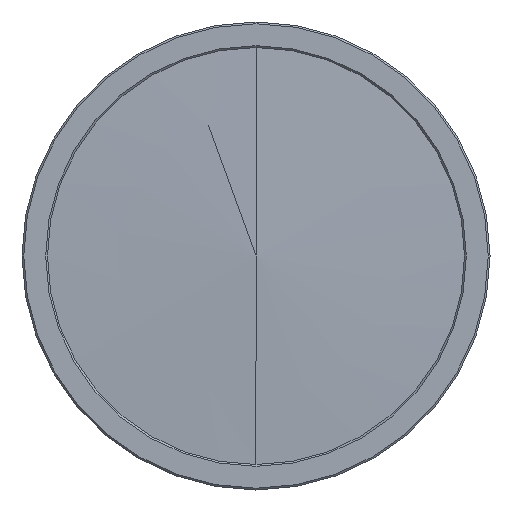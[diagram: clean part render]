
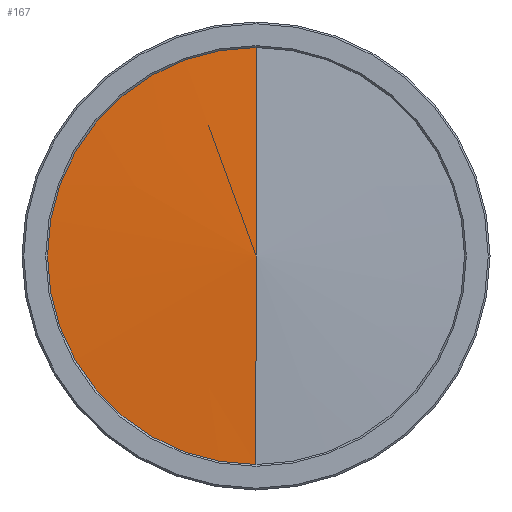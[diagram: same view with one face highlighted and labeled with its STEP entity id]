
A CAD part, left-side view. The second image highlights one B-rep face of the part: STEP entity #167.
In plain terms, the highlighted conical face has half-angle 87.766 degrees and reference radius 25631.4 mm.
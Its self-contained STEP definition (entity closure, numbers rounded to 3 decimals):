
#116 = ORIENTED_EDGE ( 'NONE', *, *, #569, .F. ) ;
#167 = ADVANCED_FACE ( 'NONE', ( #1942 ), #2878, .T. ) ;
#229 = AXIS2_PLACEMENT_3D ( 'NONE', #943, #1842, #786 ) ;
#377 = LINE ( 'NONE', #3251, #1766 ) ;
#569 = EDGE_CURVE ( 'NONE', #3353, #1703, #3217, .T. ) ;
#687 = EDGE_CURVE ( 'NONE', #2259, #1703, #377, .T. ) ;
#786 = DIRECTION ( 'NONE',  ( 0., 0., -1. ) ) ;
#866 = EDGE_CURVE ( 'NONE', #2259, #3353, #899, .T. ) ;
#899 = LINE ( 'NONE', #3331, #1115 ) ;
#943 = CARTESIAN_POINT ( 'NONE',  ( 1000., 0., 0. ) ) ;
#981 = AXIS2_PLACEMENT_3D ( 'NONE', #1289, #2079, #3162 ) ;
#1115 = VECTOR ( 'NONE', #1919, 1000. ) ;
#1289 = CARTESIAN_POINT ( 'NONE',  ( 1.356, 0., 0. ) ) ;
#1703 = VERTEX_POINT ( 'NONE', #3206 ) ;
#1766 = VECTOR ( 'NONE', #2719, 1000. ) ;
#1820 = ORIENTED_EDGE ( 'NONE', *, *, #687, .T. ) ;
#1842 = DIRECTION ( 'NONE',  ( 1., 0., 0. ) ) ;
#1919 = DIRECTION ( 'NONE',  ( 0.039, 0., -0.999 ) ) ;
#1942 = FACE_OUTER_BOUND ( 'NONE', #2516, .T. ) ;
#2079 = DIRECTION ( 'NONE',  ( 1., 0., 0. ) ) ;
#2259 = VERTEX_POINT ( 'NONE', #3146 ) ;
#2516 = EDGE_LOOP ( 'NONE', ( #3279, #1820, #116 ) ) ;
#2719 = DIRECTION ( 'NONE',  ( 0.039, 0., 0.999 ) ) ;
#2878 = CONICAL_SURFACE ( 'NONE', #229, 25631.432, 1.532 ) ;
#2963 = CARTESIAN_POINT ( 'NONE',  ( 1.356, 0., -34.75 ) ) ;
#3146 = CARTESIAN_POINT ( 'NONE',  ( 0., 0., 0. ) ) ;
#3162 = DIRECTION ( 'NONE',  ( 0., 0., -1. ) ) ;
#3206 = CARTESIAN_POINT ( 'NONE',  ( 1.356, 0., 34.75 ) ) ;
#3217 = CIRCLE ( 'NONE', #981, 34.75 ) ;
#3251 = CARTESIAN_POINT ( 'NONE',  ( 0., 0., 0. ) ) ;
#3279 = ORIENTED_EDGE ( 'NONE', *, *, #866, .F. ) ;
#3331 = CARTESIAN_POINT ( 'NONE',  ( 0., 0., 0. ) ) ;
#3353 = VERTEX_POINT ( 'NONE', #2963 ) ;
